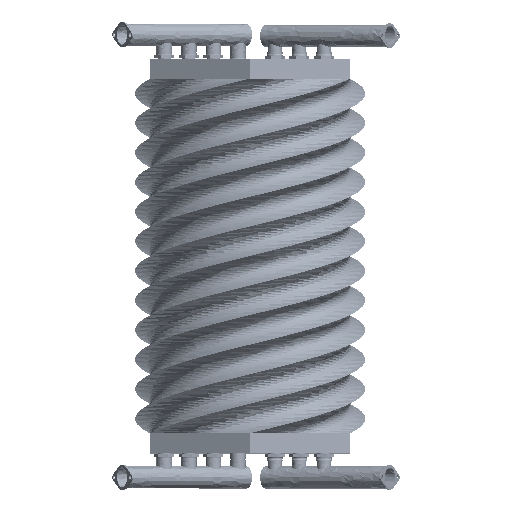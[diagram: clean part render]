
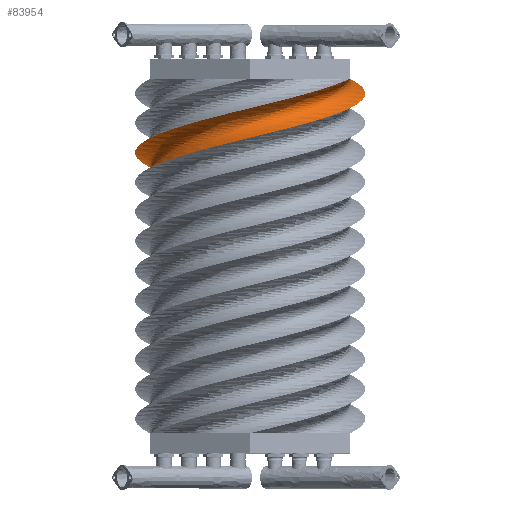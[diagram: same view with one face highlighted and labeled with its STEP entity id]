
A CAD part, top view. The second image highlights one B-rep face of the part: STEP entity #83954.
In plain terms, the highlighted free-form (B-spline) face has degree [5, 1] with [12, 2] control points.
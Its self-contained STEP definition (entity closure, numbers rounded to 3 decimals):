
#70736 = VERTEX_POINT('',#70737);
#70737 = CARTESIAN_POINT('',(311.289,0.,
    179.723));
#70763 = EDGE_CURVE('',#70736,#70764,#70766,.T.);
#70764 = VERTEX_POINT('',#70765);
#70765 = CARTESIAN_POINT('',(311.289,0.,-179.723));
#70766 = B_SPLINE_CURVE_WITH_KNOTS('',1,(#70767,#70768),.UNSPECIFIED.,
  .F.,.F.,(2,2),(-129.904,129.904),
  .PIECEWISE_BEZIER_KNOTS.);
#70767 = CARTESIAN_POINT('',(311.289,0.,179.723));
#70768 = CARTESIAN_POINT('',(311.289,0.,-179.723));
#83907 = VERTEX_POINT('',#83908);
#83908 = CARTESIAN_POINT('',(-311.289,-276.701,
    -179.723));
#83913 = EDGE_CURVE('',#70736,#83907,#83914,.T.);
#83914 = B_SPLINE_CURVE_WITH_KNOTS('',5,(#83915,#83916,#83917,#83918,
    #83919,#83920,#83921,#83922,#83923,#83924,#83925,#83926),
  .UNSPECIFIED.,.F.,.F.,(6,3,3,6),(0.,279.031,559.224,
    840.583),.UNSPECIFIED.);
#83915 = CARTESIAN_POINT('',(311.289,0.,179.723));
#83916 = CARTESIAN_POINT('',(273.794,-18.375,
    244.666));
#83917 = CARTESIAN_POINT('',(219.363,-36.75,
    299.831));
#83918 = CARTESIAN_POINT('',(151.454,-55.101,
    339.235));
#83919 = CARTESIAN_POINT('',(1.334,-91.928,
    379.08));
#83920 = CARTESIAN_POINT('',(-149.127,-128.754,
    340.377));
#83921 = CARTESIAN_POINT('',(-217.602,-147.181,
    301.239));
#83922 = CARTESIAN_POINT('',(-327.767,-184.161,
    190.779));
#83923 = CARTESIAN_POINT('',(-369.512,-221.141,
    40.418));
#83924 = CARTESIAN_POINT('',(-369.684,-239.644,
    -38.811));
#83925 = CARTESIAN_POINT('',(-349.096,-258.173,
    -114.238));
#83926 = CARTESIAN_POINT('',(-311.289,-276.701,
    -179.723));
#83954 = ADVANCED_FACE('',(#83955),#83981,.T.);
#83955 = FACE_BOUND('',#83956,.T.);
#83956 = EDGE_LOOP('',(#83957,#83964,#83979,#83980));
#83957 = ORIENTED_EDGE('',*,*,#83958,.T.);
#83958 = EDGE_CURVE('',#83907,#83959,#83961,.T.);
#83959 = VERTEX_POINT('',#83960);
#83960 = CARTESIAN_POINT('',(-311.289,-276.701,
    179.723));
#83961 = B_SPLINE_CURVE_WITH_KNOTS('',1,(#83962,#83963),.UNSPECIFIED.,
  .F.,.F.,(2,2),(-129.904,129.904),
  .PIECEWISE_BEZIER_KNOTS.);
#83962 = CARTESIAN_POINT('',(-311.289,-276.701,
    -179.723));
#83963 = CARTESIAN_POINT('',(-311.289,-276.701,
    179.723));
#83964 = ORIENTED_EDGE('',*,*,#83965,.F.);
#83965 = EDGE_CURVE('',#70764,#83959,#83966,.T.);
#83966 = B_SPLINE_CURVE_WITH_KNOTS('',5,(#83967,#83968,#83969,#83970,
    #83971,#83972,#83973,#83974,#83975,#83976,#83977,#83978),
  .UNSPECIFIED.,.F.,.F.,(6,3,3,6),(0.,279.031,559.224,
    840.583),.UNSPECIFIED.);
#83967 = CARTESIAN_POINT('',(311.289,0.,-179.723));
#83968 = CARTESIAN_POINT('',(348.784,-18.375,
    -114.779));
#83969 = CARTESIAN_POINT('',(369.342,-36.75,
    -40.058));
#83970 = CARTESIAN_POINT('',(369.513,-55.101,
    38.454));
#83971 = CARTESIAN_POINT('',(328.96,-91.928,
    188.385));
#83972 = CARTESIAN_POINT('',(220.211,-128.754,
    299.336));
#83973 = CARTESIAN_POINT('',(152.08,-147.181,
    339.068));
#83974 = CARTESIAN_POINT('',(1.336,-184.161,
    379.244));
#83975 = CARTESIAN_POINT('',(-149.753,-221.141,
    340.216));
#83976 = CARTESIAN_POINT('',(-218.453,-239.644,
    300.75));
#83977 = CARTESIAN_POINT('',(-273.481,-258.173,
    245.207));
#83978 = CARTESIAN_POINT('',(-311.289,-276.701,
    179.723));
#83979 = ORIENTED_EDGE('',*,*,#70763,.F.);
#83980 = ORIENTED_EDGE('',*,*,#83913,.T.);
#83981 = B_SPLINE_SURFACE_WITH_KNOTS('',5,1,(
    (#83982,#83983)
    ,(#83984,#83985)
    ,(#83986,#83987)
    ,(#83988,#83989)
    ,(#83990,#83991)
    ,(#83992,#83993)
    ,(#83994,#83995)
    ,(#83996,#83997)
    ,(#83998,#83999)
    ,(#84000,#84001)
    ,(#84002,#84003)
    ,(#84004,#84005
    )),.UNSPECIFIED.,.F.,.F.,.F.,(6,3,3,6),(2,2),(0.,279.031,
    559.224,840.583),(-129.904,129.904),
  .UNSPECIFIED.);
#83982 = CARTESIAN_POINT('',(311.289,0.,179.723));
#83983 = CARTESIAN_POINT('',(311.289,0.,-179.723));
#83984 = CARTESIAN_POINT('',(273.794,-18.375,
    244.666));
#83985 = CARTESIAN_POINT('',(348.784,-18.375,
    -114.779));
#83986 = CARTESIAN_POINT('',(219.363,-36.75,
    299.831));
#83987 = CARTESIAN_POINT('',(369.342,-36.75,
    -40.058));
#83988 = CARTESIAN_POINT('',(151.454,-55.101,
    339.235));
#83989 = CARTESIAN_POINT('',(369.513,-55.101,
    38.454));
#83990 = CARTESIAN_POINT('',(1.334,-91.928,
    379.08));
#83991 = CARTESIAN_POINT('',(328.96,-91.928,
    188.385));
#83992 = CARTESIAN_POINT('',(-149.127,-128.754,
    340.377));
#83993 = CARTESIAN_POINT('',(220.211,-128.754,
    299.336));
#83994 = CARTESIAN_POINT('',(-217.602,-147.181,
    301.239));
#83995 = CARTESIAN_POINT('',(152.08,-147.181,
    339.068));
#83996 = CARTESIAN_POINT('',(-327.767,-184.161,
    190.779));
#83997 = CARTESIAN_POINT('',(1.336,-184.161,
    379.244));
#83998 = CARTESIAN_POINT('',(-369.512,-221.141,
    40.418));
#83999 = CARTESIAN_POINT('',(-149.753,-221.141,
    340.216));
#84000 = CARTESIAN_POINT('',(-369.684,-239.644,
    -38.811));
#84001 = CARTESIAN_POINT('',(-218.453,-239.644,
    300.75));
#84002 = CARTESIAN_POINT('',(-349.096,-258.173,
    -114.238));
#84003 = CARTESIAN_POINT('',(-273.481,-258.173,
    245.207));
#84004 = CARTESIAN_POINT('',(-311.289,-276.701,
    -179.723));
#84005 = CARTESIAN_POINT('',(-311.289,-276.701,
    179.723));
